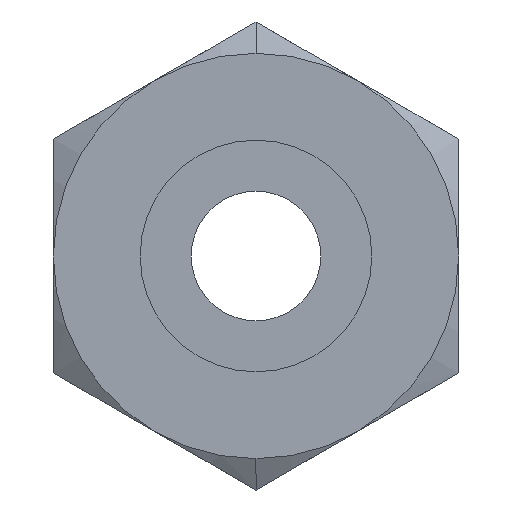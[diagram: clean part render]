
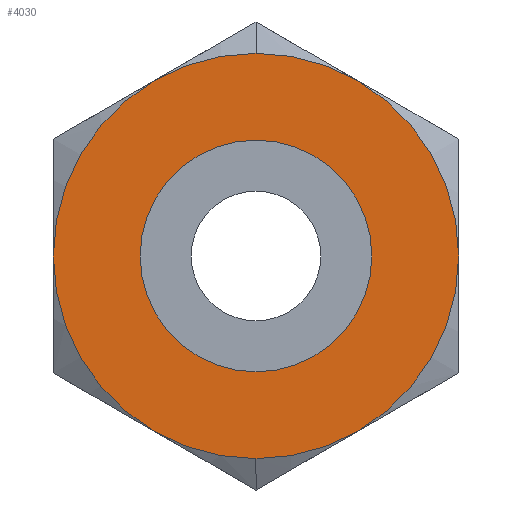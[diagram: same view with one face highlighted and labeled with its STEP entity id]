
A CAD part, left-side view. The second image highlights one B-rep face of the part: STEP entity #4030.
In plain terms, the highlighted planar face has unit normal (-1, 0, 0).
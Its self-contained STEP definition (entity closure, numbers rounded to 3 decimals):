
#391 = VERTEX_POINT ( 'NONE', #4028 ) ;
#419 = CARTESIAN_POINT ( 'NONE',  ( 0., 0., 0. ) ) ;
#778 = EDGE_LOOP ( 'NONE', ( #6472, #2114 ) ) ;
#812 = EDGE_CURVE ( 'NONE', #5044, #5557, #3294, .T. ) ;
#814 = PLANE ( 'NONE',  #4815 ) ;
#913 = DIRECTION ( 'NONE',  ( 1., 0., 0. ) ) ;
#923 = CARTESIAN_POINT ( 'NONE',  ( 0., 0., 5.555 ) ) ;
#948 = CARTESIAN_POINT ( 'NONE',  ( 0., 0., 0. ) ) ;
#975 = ORIENTED_EDGE ( 'NONE', *, *, #6057, .T. ) ;
#2045 = DIRECTION ( 'NONE',  ( 0., 0., -1. ) ) ;
#2114 = ORIENTED_EDGE ( 'NONE', *, *, #812, .F. ) ;
#2146 = DIRECTION ( 'NONE',  ( 0., 0., 1. ) ) ;
#2204 = DIRECTION ( 'NONE',  ( 1., 0., 0. ) ) ;
#2414 = AXIS2_PLACEMENT_3D ( 'NONE', #7185, #6597, #2045 ) ;
#2515 = DIRECTION ( 'NONE',  ( 0., 0., 1. ) ) ;
#2682 = AXIS2_PLACEMENT_3D ( 'NONE', #948, #913, #2515 ) ;
#2795 = VERTEX_POINT ( 'NONE', #3594 ) ;
#2935 = AXIS2_PLACEMENT_3D ( 'NONE', #3779, #2204, #7259 ) ;
#3243 = CARTESIAN_POINT ( 'NONE',  ( 0., 0., -11.11 ) ) ;
#3294 = CIRCLE ( 'NONE', #2935, 11.11 ) ;
#3381 = AXIS2_PLACEMENT_3D ( 'NONE', #419, #7277, #2146 ) ;
#3414 = EDGE_CURVE ( 'NONE', #5557, #5044, #5656, .T. ) ;
#3594 = CARTESIAN_POINT ( 'NONE',  ( 0., 0., 6.35 ) ) ;
#3779 = CARTESIAN_POINT ( 'NONE',  ( 0., 0., 0. ) ) ;
#4028 = CARTESIAN_POINT ( 'NONE',  ( 0., 0., -6.35 ) ) ;
#4030 = ADVANCED_FACE ( 'NONE', ( #4819, #5952 ), #814, .T. ) ;
#4068 = ORIENTED_EDGE ( 'NONE', *, *, #5169, .T. ) ;
#4538 = EDGE_LOOP ( 'NONE', ( #4068, #975 ) ) ;
#4815 = AXIS2_PLACEMENT_3D ( 'NONE', #923, #5988, #7111 ) ;
#4819 = FACE_BOUND ( 'NONE', #4538, .T. ) ;
#5044 = VERTEX_POINT ( 'NONE', #3243 ) ;
#5169 = EDGE_CURVE ( 'NONE', #391, #2795, #5291, .T. ) ;
#5291 = CIRCLE ( 'NONE', #2414, 6.35 ) ;
#5557 = VERTEX_POINT ( 'NONE', #7187 ) ;
#5656 = CIRCLE ( 'NONE', #3381, 11.11 ) ;
#5952 = FACE_OUTER_BOUND ( 'NONE', #778, .T. ) ;
#5988 = DIRECTION ( 'NONE',  ( -1., 0., 0. ) ) ;
#6057 = EDGE_CURVE ( 'NONE', #2795, #391, #7120, .T. ) ;
#6472 = ORIENTED_EDGE ( 'NONE', *, *, #3414, .F. ) ;
#6597 = DIRECTION ( 'NONE',  ( 1., 0., 0. ) ) ;
#7111 = DIRECTION ( 'NONE',  ( 0., 0., 1. ) ) ;
#7120 = CIRCLE ( 'NONE', #2682, 6.35 ) ;
#7185 = CARTESIAN_POINT ( 'NONE',  ( 0., 0., 0. ) ) ;
#7187 = CARTESIAN_POINT ( 'NONE',  ( 0., 0., 11.11 ) ) ;
#7259 = DIRECTION ( 'NONE',  ( 0., 0., -1. ) ) ;
#7277 = DIRECTION ( 'NONE',  ( 1., 0., 0. ) ) ;
